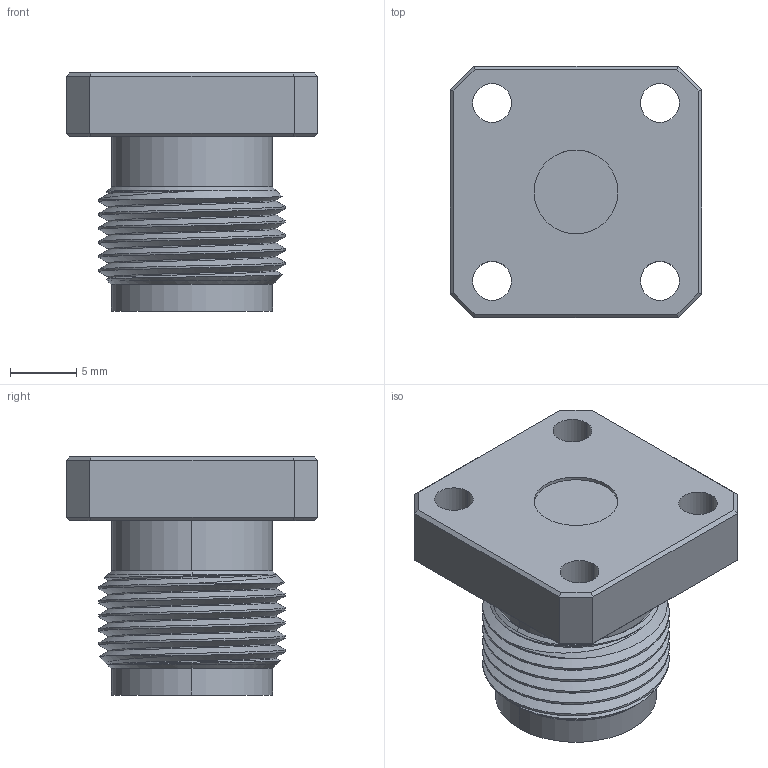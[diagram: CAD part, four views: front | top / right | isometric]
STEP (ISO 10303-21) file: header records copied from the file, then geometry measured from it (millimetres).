
FILE_DESCRIPTION (( 'STEP AP214' ), '1' );
FILE_NAME ('WR-A-A563-250-0.71, Defeatured.STEP', '2024-04-09T21:38:40', ( '' ), ( '' ), 'SwSTEP 2.0', 'SolidWorks 2021', '' );
FILE_SCHEMA (( 'AUTOMOTIVE_DESIGN' ));
Length unit declared in the file: inch
Products named in the file (1): WR-A-A563-250-0.71, Defeatured
Bounding box: 19.05 x 19.05 x 18.03 mm (x, y, z)
Volume: 3285.8 mm3; surface area: 1924.9 mm2
Topology: 1 solids, 1 shells, 74 faces, 207 edges, 140 vertices
Faces by surface type: plane 31, cylinder 30, bspline 9, cone 4
Entity records: 6392 total; most frequent: CARTESIAN_POINT 4482, ORIENTED_EDGE 414, DIRECTION 299, EDGE_CURVE 207, VERTEX_POINT 140, AXIS2_PLACEMENT_3D 105, LINE 89, VECTOR 89
